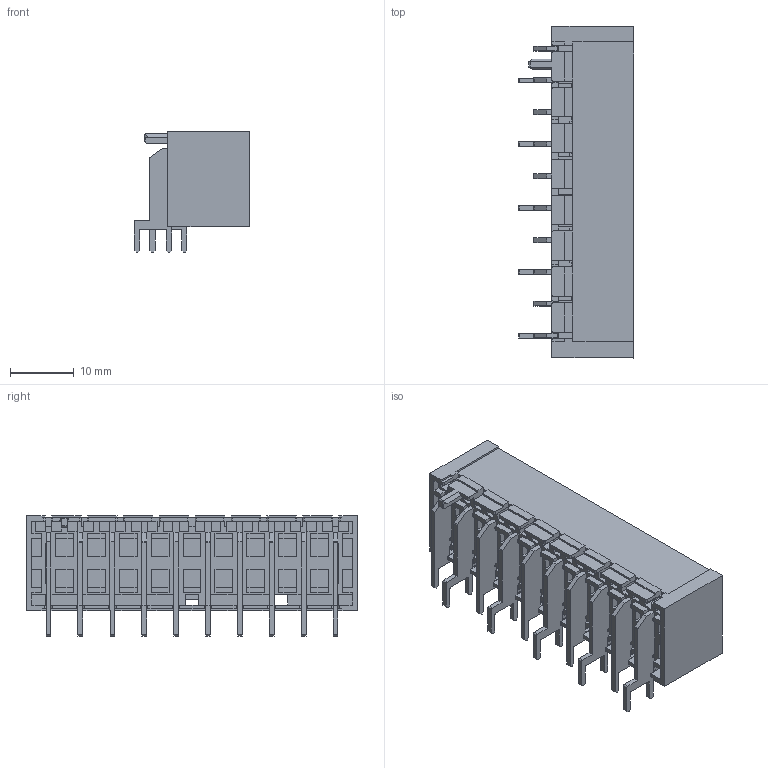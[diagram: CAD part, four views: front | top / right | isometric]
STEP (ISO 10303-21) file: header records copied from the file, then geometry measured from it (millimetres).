
FILE_DESCRIPTION(/* description */ ('Unknown'),/* implementation_level */ '2;1');
FILE_NAME(/* name */ '637101120110',/* time_stamp */ '2023-10-04T15:05:47+02:00',/* author */ ('Unknown'),/* organization */ ('Unknown'),/* preprocessor_version */ 'ST-DEVELOPER v18.102',/* originating_system */ 'Solid Edge',/* authorisation */ 'Unknown');
FILE_SCHEMA (('AP242_MANAGED_MODEL_BASED_3D_ENGINEERING_MIM_LF { 1 0 10303 442 1 1 4 }','AUTOMOTIVE_DESIGN {1 0 10303 214 3 1 1}'));
Length unit declared in the file: millimetre
Products named in the file (4): 63710112xxxx; 637101120110; 63710112xxxx_Blade 2; 63710112xxxx_Blade 1
Assembly tree (11 placements, depth 2):
  63710112xxxx
    637101120110
    63710112xxxx_Blade 2  x5
    63710112xxxx_Blade 1  x5
Bounding box: 18.03 x 52 x 18.9 mm (x, y, z)
Volume: 3322.7 mm3; surface area: 9455.7 mm2
Topology: 11 solids, 11 shells, 1202 faces, 3514 edges, 2289 vertices
Faces by surface type: plane 1092, cylinder 110
Full cylindrical faces by diameter (mm): 2 x10
Entity records: 28646 total; most frequent: ORIENTED_EDGE 5132, CARTESIAN_POINT 5107, DIRECTION 4448, EDGE_CURVE 2566, LINE 2456, VECTOR 2456, VERTEX_POINT 1655, AXIS2_PLACEMENT_3D 996
